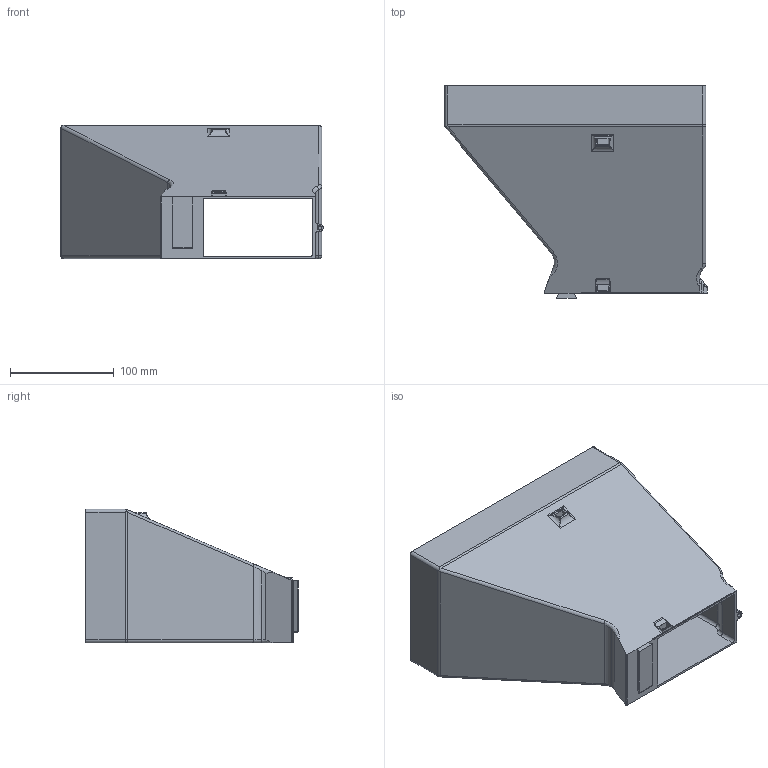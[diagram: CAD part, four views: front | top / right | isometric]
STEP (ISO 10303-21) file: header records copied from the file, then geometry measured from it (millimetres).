
FILE_DESCRIPTION (( 'STEP AP214' ), '1' );
FILE_NAME ('CFV5_SCase_Silo.STEP', '2025-01-11T16:49:49', ( '' ), ( '' ), 'SwSTEP 2.0', 'SolidWorks 2025', '' );
FILE_SCHEMA (( 'AUTOMOTIVE_DESIGN' ));
Length unit declared in the file: millimetre
Products named in the file (1): CFV5_SCase_Silo
Bounding box: 253.2 x 204.7 x 129 mm (x, y, z)
Volume: 318970 mm3; surface area: 253763.5 mm2
Topology: 1 solids, 1 shells, 253 faces, 648 edges, 376 vertices
Faces by surface type: cylinder 102, bspline 74, plane 55, torus 20, cone 2
Entity records: 9670 total; most frequent: CARTESIAN_POINT 4305, ORIENTED_EDGE 1256, DIRECTION 968, EDGE_CURVE 628, VERTEX_POINT 376, AXIS2_PLACEMENT_3D 363, EDGE_LOOP 260, ADVANCED_FACE 253
